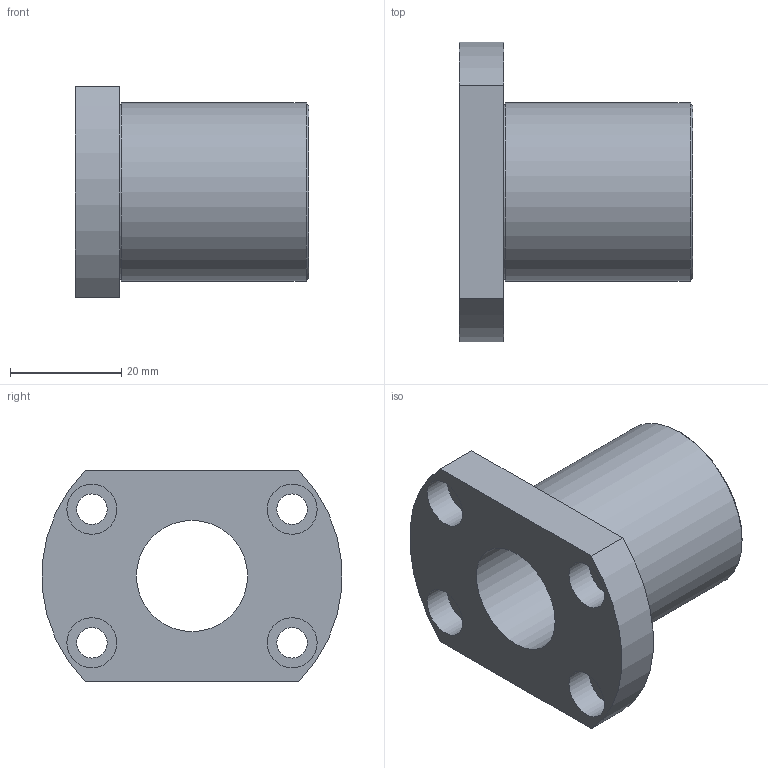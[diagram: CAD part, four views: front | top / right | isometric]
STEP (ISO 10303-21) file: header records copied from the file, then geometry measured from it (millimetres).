
FILE_DESCRIPTION (( 'STEP AP203' ), '1' );
FILE_NAME ('LMEH20UU.STEP', '2016-05-05T18:28:15', ( '' ), ( '' ), 'SwSTEP 2.0', 'SolidWorks 2010', '' );
FILE_SCHEMA (( 'CONFIG_CONTROL_DESIGN' ));
Length unit declared in the file: millimetre
Products named in the file (1): LMEH20UU
Bounding box: 42 x 53.8 x 38 mm (x, y, z)
Volume: 27473.5 mm3; surface area: 11128 mm2
Topology: 1 solids, 1 shells, 26 faces, 51 edges, 34 vertices
Faces by surface type: cylinder 14, plane 11, cone 1
Full cylindrical faces by diameter (mm): 5.5 x4, 9 x4, 20 x1, 31.4 x1, 32 x1, 32.6 x1
Entity records: 707 total; most frequent: DIRECTION 120, CARTESIAN_POINT 97, ORIENTED_EDGE 74, EDGE_LOOP 56, AXIS2_PLACEMENT_3D 56, FACE_OUTER_BOUND 38, EDGE_CURVE 37, VERTEX_POINT 33
